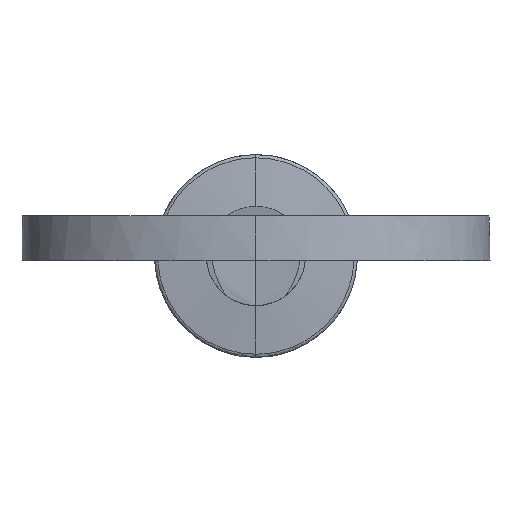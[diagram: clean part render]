
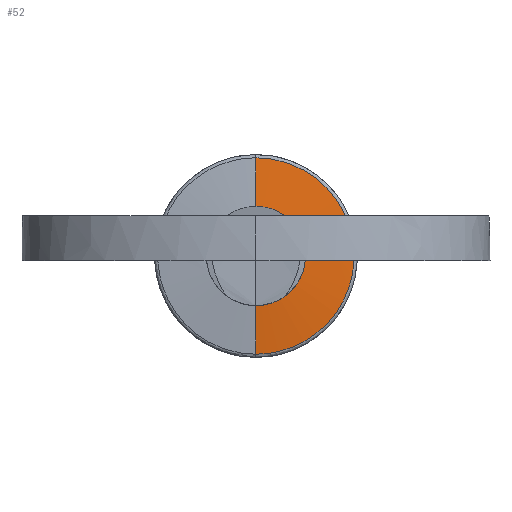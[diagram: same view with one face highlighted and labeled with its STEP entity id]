
A CAD part, front view. The second image highlights one B-rep face of the part: STEP entity #52.
In plain terms, the highlighted free-form (B-spline) face has degree [3, 3] with [7, 4] control points.
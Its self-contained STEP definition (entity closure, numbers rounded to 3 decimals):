
#52=ADVANCED_FACE('',(#343),#4009,.T.);
#343=FACE_OUTER_BOUND('',#602,.T.);
#602=EDGE_LOOP('',(#907,#908,#909,#910));
#907=ORIENTED_EDGE('',*,*,#2240,.F.);
#908=ORIENTED_EDGE('',*,*,#2245,.T.);
#909=ORIENTED_EDGE('',*,*,#2244,.T.);
#910=ORIENTED_EDGE('',*,*,#2243,.T.);
#2240=EDGE_CURVE('',#3585,#3586,#3308,.T.);
#2243=EDGE_CURVE('',#3587,#3586,#3311,.T.);
#2244=EDGE_CURVE('',#3588,#3587,#3312,.T.);
#2245=EDGE_CURVE('',#3585,#3588,#3313,.T.);
#3308=(
BOUNDED_CURVE()
B_SPLINE_CURVE(2,(#5436,#5437,#5438,#5439,#5440),.UNSPECIFIED.,.F.,.F.)
B_SPLINE_CURVE_WITH_KNOTS((3,2,3),(-68.495,-34.248,
0.),.UNSPECIFIED.)
CURVE()
GEOMETRIC_REPRESENTATION_ITEM()
RATIONAL_B_SPLINE_CURVE((1.,0.707,1.,0.707,1.))
REPRESENTATION_ITEM('')
);
#3311=(
BOUNDED_CURVE()
B_SPLINE_CURVE(2,(#5451,#5452,#5453),.UNSPECIFIED.,.F.,.F.)
B_SPLINE_CURVE_WITH_KNOTS((3,3),(-10.855,0.),.UNSPECIFIED.)
CURVE()
GEOMETRIC_REPRESENTATION_ITEM()
RATIONAL_B_SPLINE_CURVE((1.,0.999,1.))
REPRESENTATION_ITEM('')
);
#3312=(
BOUNDED_CURVE()
B_SPLINE_CURVE(2,(#5454,#5455,#5456,#5457,#5458),.UNSPECIFIED.,.F.,.F.)
B_SPLINE_CURVE_WITH_KNOTS((3,2,3),(-34.558,-17.279,
0.),.UNSPECIFIED.)
CURVE()
GEOMETRIC_REPRESENTATION_ITEM()
RATIONAL_B_SPLINE_CURVE((1.,0.707,1.,0.707,1.))
REPRESENTATION_ITEM('')
);
#3313=(
BOUNDED_CURVE()
B_SPLINE_CURVE(2,(#5459,#5460,#5461),.UNSPECIFIED.,.F.,.F.)
B_SPLINE_CURVE_WITH_KNOTS((3,3),(-10.855,0.),.UNSPECIFIED.)
CURVE()
GEOMETRIC_REPRESENTATION_ITEM()
RATIONAL_B_SPLINE_CURVE((1.,0.999,1.))
REPRESENTATION_ITEM('')
);
#3585=VERTEX_POINT('',#5389);
#3586=VERTEX_POINT('',#5390);
#3587=VERTEX_POINT('',#5391);
#3588=VERTEX_POINT('',#5392);
#4009=(
BOUNDED_SURFACE()
B_SPLINE_SURFACE(3,3,((#4776,#4777,#4778,#4779),(#4780,#4781,#4782,#4783),
(#4784,#4785,#4786,#4787),(#4788,#4789,#4790,#4791),(#4792,#4793,#4794,
#4795),(#4796,#4797,#4798,#4799),(#4800,#4801,#4802,#4803)),
 .UNSPECIFIED.,.F.,.F.,.F.)
B_SPLINE_SURFACE_WITH_KNOTS((4,3,4),(4,4),(0.,40.65,81.299),
(0.,13.24),.UNSPECIFIED.)
GEOMETRIC_REPRESENTATION_ITEM()
RATIONAL_B_SPLINE_SURFACE(((1.188,1.187,1.187,
1.188),(0.938,0.937,0.937,0.938),
(0.938,0.937,0.937,0.938),(1.188,
1.187,1.187,1.188),(0.938,0.937,
0.937,0.938),(0.938,0.937,0.937,
0.938),(1.188,1.187,1.187,1.188)))
REPRESENTATION_ITEM('')
SURFACE()
);
#4776=CARTESIAN_POINT('',(-21.975,10.164,-1.383));
#4777=CARTESIAN_POINT('',(-18.25,10.652,-1.148));
#4778=CARTESIAN_POINT('',(-14.511,11.015,-0.913));
#4779=CARTESIAN_POINT('',(-10.762,11.254,-0.677));
#4780=CARTESIAN_POINT('',(-22.825,10.164,12.141));
#4781=CARTESIAN_POINT('',(-18.956,10.652,10.083));
#4782=CARTESIAN_POINT('',(-15.073,11.015,8.017));
#4783=CARTESIAN_POINT('',(-11.179,11.254,5.946));
#4784=CARTESIAN_POINT('',(-13.55,10.164,22.018));
#4785=CARTESIAN_POINT('',(-11.253,10.652,18.286));
#4786=CARTESIAN_POINT('',(-8.948,11.015,14.54));
#4787=CARTESIAN_POINT('',(-6.636,11.254,10.783));
#4788=CARTESIAN_POINT('',(0.,10.164,22.018));
#4789=CARTESIAN_POINT('',(0.,10.652,18.286));
#4790=CARTESIAN_POINT('',(0.,11.015,14.54));
#4791=CARTESIAN_POINT('',(0.,11.254,10.783));
#4792=CARTESIAN_POINT('',(13.55,10.164,22.018));
#4793=CARTESIAN_POINT('',(11.253,10.652,18.286));
#4794=CARTESIAN_POINT('',(8.948,11.015,14.54));
#4795=CARTESIAN_POINT('',(6.636,11.254,10.783));
#4796=CARTESIAN_POINT('',(22.825,10.164,12.141));
#4797=CARTESIAN_POINT('',(18.956,10.652,10.083));
#4798=CARTESIAN_POINT('',(15.073,11.015,8.017));
#4799=CARTESIAN_POINT('',(11.179,11.254,5.946));
#4800=CARTESIAN_POINT('',(21.975,10.164,-1.383));
#4801=CARTESIAN_POINT('',(18.25,10.652,-1.148));
#4802=CARTESIAN_POINT('',(14.511,11.015,-0.913));
#4803=CARTESIAN_POINT('',(10.762,11.254,-0.677));
#5389=CARTESIAN_POINT('',(21.803,10.192,0.));
#5390=CARTESIAN_POINT('',(-21.803,10.192,0.));
#5391=CARTESIAN_POINT('',(-11.,11.24,0.));
#5392=CARTESIAN_POINT('',(11.,11.24,0.));
#5436=CARTESIAN_POINT('',(21.803,10.192,0.));
#5437=CARTESIAN_POINT('',(21.803,10.192,21.803));
#5438=CARTESIAN_POINT('',(0.,10.192,21.803));
#5439=CARTESIAN_POINT('',(-21.803,10.192,21.803));
#5440=CARTESIAN_POINT('',(-21.803,10.192,0.));
#5451=CARTESIAN_POINT('',(-11.,11.24,0.));
#5452=CARTESIAN_POINT('',(-16.418,10.889,0.));
#5453=CARTESIAN_POINT('',(-21.803,10.192,0.));
#5454=CARTESIAN_POINT('',(11.,11.24,0.));
#5455=CARTESIAN_POINT('',(11.,11.24,11.));
#5456=CARTESIAN_POINT('',(0.,11.24,11.));
#5457=CARTESIAN_POINT('',(-11.,11.24,11.));
#5458=CARTESIAN_POINT('',(-11.,11.24,0.));
#5459=CARTESIAN_POINT('',(21.803,10.192,0.));
#5460=CARTESIAN_POINT('',(16.418,10.889,0.));
#5461=CARTESIAN_POINT('',(11.,11.24,0.));
